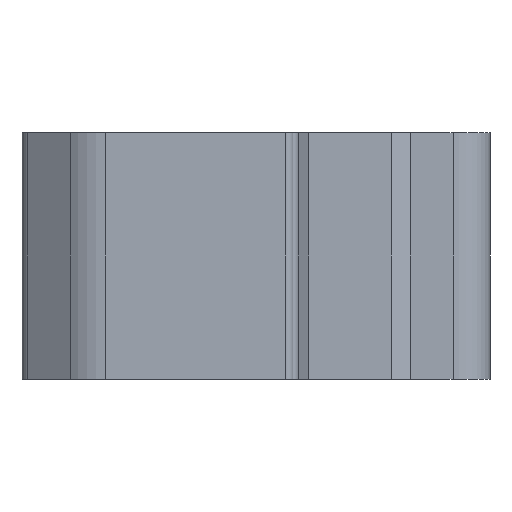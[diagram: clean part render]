
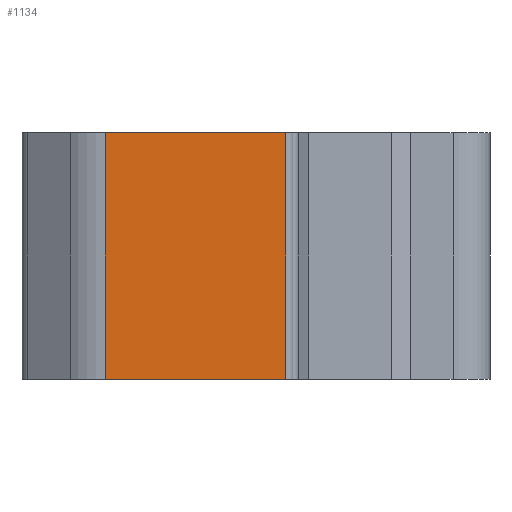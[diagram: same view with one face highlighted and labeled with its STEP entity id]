
A CAD part, left-side view. The second image highlights one B-rep face of the part: STEP entity #1134.
In plain terms, the highlighted planar face has unit normal (-1, 0, 0).
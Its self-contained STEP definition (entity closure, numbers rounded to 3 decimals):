
#28=PLANE($,#1243);
#76=FACE_OUTER_BOUND($,#135,.T.);
#135=EDGE_LOOP($,(#915,#916,#917,#918));
#161=LINE($,#1635,#274);
#166=LINE($,#1647,#279);
#227=LINE($,#1854,#340);
#240=LINE($,#1884,#353);
#274=VECTOR($,#1286,10.);
#279=VECTOR($,#1297,7.312);
#340=VECTOR($,#1490,10.);
#353=VECTOR($,#1523,7.312);
#446=VERTEX_POINT($,#1632);
#447=VERTEX_POINT($,#1634);
#451=VERTEX_POINT($,#1646);
#531=VERTEX_POINT($,#1852);
#560=EDGE_CURVE($,#446,#447,#161,.T.);
#566=EDGE_CURVE($,#447,#451,#166,.T.);
#670=EDGE_CURVE($,#451,#531,#227,.T.);
#685=EDGE_CURVE($,#446,#531,#240,.T.);
#915=ORIENTED_EDGE($,*,*,#560,.F.);
#916=ORIENTED_EDGE($,*,*,#685,.T.);
#917=ORIENTED_EDGE($,*,*,#670,.F.);
#918=ORIENTED_EDGE($,*,*,#566,.F.);
#1134=ADVANCED_FACE($,(#76),#28,.T.);
#1243=AXIS2_PLACEMENT_3D($,#1883,#1521,#1522);
#1286=DIRECTION($,(0.,0.,-1.));
#1297=DIRECTION($,(0.,1.,0.));
#1490=DIRECTION($,(0.,0.,1.));
#1521=DIRECTION('center_axis',(-1.,0.,0.));
#1522=DIRECTION('ref_axis',(0.,0.,1.));
#1523=DIRECTION($,(0.,1.,0.));
#1632=CARTESIAN_POINT('',(-9.5,-8.7,10.));
#1634=CARTESIAN_POINT('',(-9.5,-8.7,0.));
#1635=CARTESIAN_POINT($,(-9.5,-8.7,0.));
#1646=CARTESIAN_POINT('',(-9.5,-1.388,0.));
#1647=CARTESIAN_POINT($,(-9.5,-8.25,0.));
#1852=CARTESIAN_POINT('',(-9.5,-1.388,10.));
#1854=CARTESIAN_POINT($,(-9.5,-1.388,0.));
#1883=CARTESIAN_POINT('Origin',(-9.5,-9.,0.));
#1884=CARTESIAN_POINT($,(-9.5,-8.25,10.));
